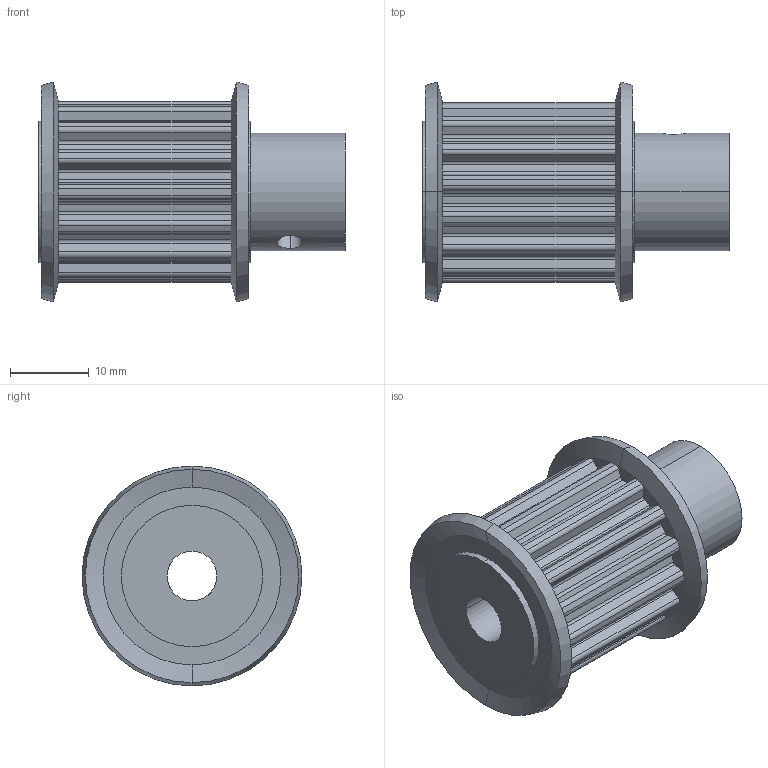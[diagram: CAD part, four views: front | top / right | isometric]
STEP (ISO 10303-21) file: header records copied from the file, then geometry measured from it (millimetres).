
FILE_DESCRIPTION (( 'STEP AP214' ), '1' );
FILE_NAME ('TTPA15T5200_B_P6_35_6.STEP', '2024-10-09T10:45:50', ( '' ), ( '' ), 'SwSTEP 2.0', 'SolidWorks 2024', '' );
FILE_SCHEMA (( 'AUTOMOTIVE_DESIGN' ));
Length unit declared in the file: millimetre
Products named in the file (1): TTPA15T5200_B_P6_35_6
Bounding box: 39 x 28 x 28 mm (x, y, z)
Volume: 10995.1 mm3; surface area: 5612 mm2
Topology: 1 solids, 1 shells, 179 faces, 459 edges, 284 vertices
Faces by surface type: cylinder 102, plane 65, cone 12
Entity records: 5620 total; most frequent: CARTESIAN_POINT 1065, DIRECTION 1049, ORIENTED_EDGE 918, EDGE_CURVE 459, AXIS2_PLACEMENT_3D 422, VERTEX_POINT 284, CIRCLE 242, LINE 205
